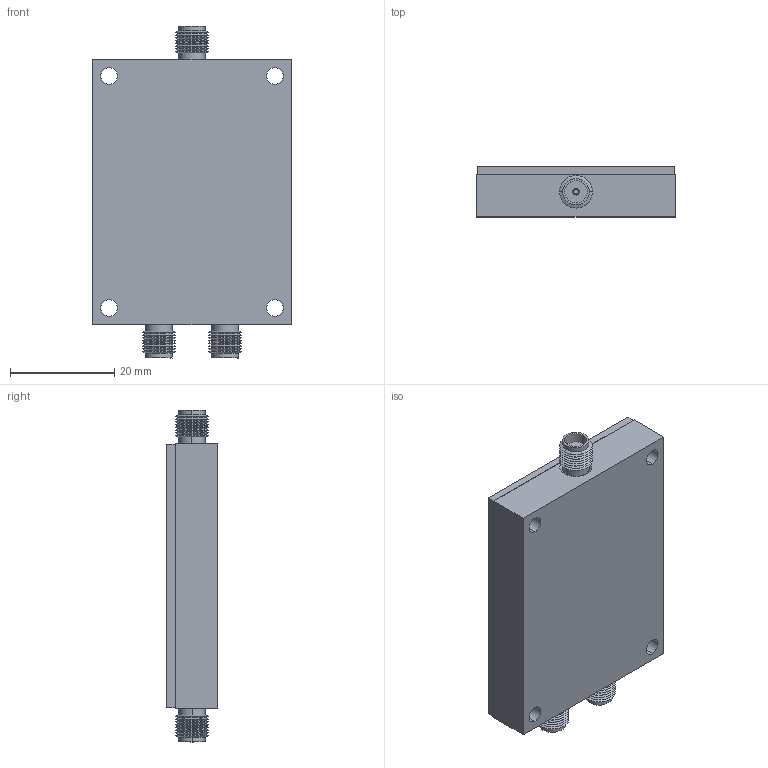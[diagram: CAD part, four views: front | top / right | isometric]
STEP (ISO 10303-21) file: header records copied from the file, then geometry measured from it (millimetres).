
FILE_DESCRIPTION (( 'STEP AP214' ), '1' );
FILE_NAME ('DMS 225_D.STEP', '2022-07-21T19:53:20', ( '' ), ( '' ), 'SwSTEP 2.0', 'SolidWorks 2021', '' );
FILE_SCHEMA (( 'AUTOMOTIVE_DESIGN' ));
Length unit declared in the file: inch
Products named in the file (1): DMS 225_D
Bounding box: 38.1 x 9.65 x 63.6 mm (x, y, z)
Volume: 18678.4 mm3; surface area: 11594.9 mm2
Topology: 11 solids, 11 shells, 885 faces, 2319 edges, 1492 vertices
Faces by surface type: cylinder 497, plane 238, cone 108, bspline 42
Entity records: 33706 total; most frequent: CARTESIAN_POINT 7237, DIRECTION 4983, ORIENTED_EDGE 4638, EDGE_CURVE 2319, AXIS2_PLACEMENT_3D 1910, VERTEX_POINT 1492, LINE 1163, VECTOR 1163
